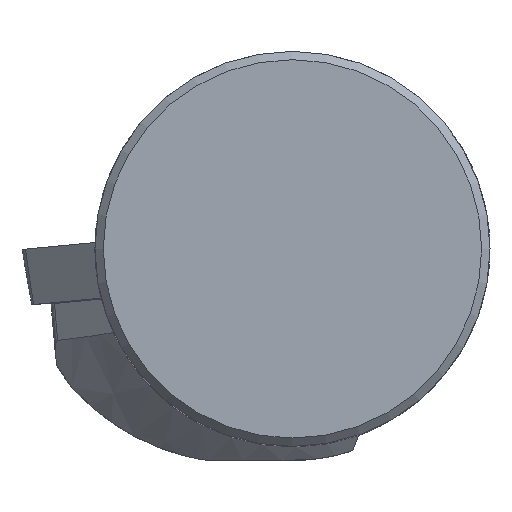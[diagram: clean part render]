
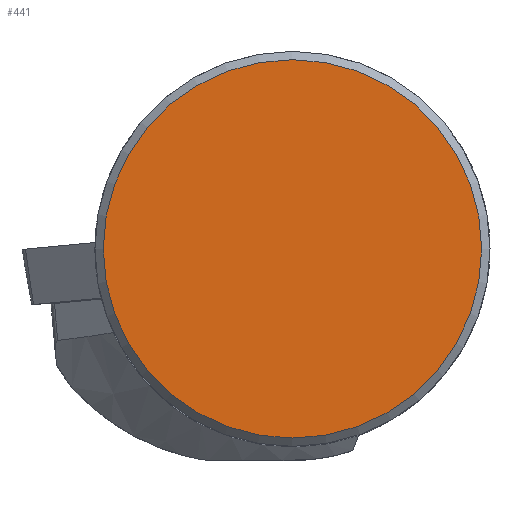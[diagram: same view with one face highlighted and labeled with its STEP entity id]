
A CAD part, top view. The second image highlights one B-rep face of the part: STEP entity #441.
In plain terms, the highlighted planar face has unit normal (0, 0, 1).
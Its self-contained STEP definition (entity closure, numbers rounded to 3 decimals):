
#441=ADVANCED_FACE('',(#542),#481,.F.);
#481=PLANE('',#1512);
#542=FACE_OUTER_BOUND('',#615,.T.);
#615=EDGE_LOOP('',(#916));
#916=ORIENTED_EDGE('',*,*,#1249,.F.);
#1083=VERTEX_POINT('',#2453);
#1249=EDGE_CURVE('',#1083,#1083,#1314,.T.);
#1314=CIRCLE('',#1510,15.325);
#1510=AXIS2_PLACEMENT_3D('',#2452,#1846,#1847);
#1512=AXIS2_PLACEMENT_3D('',#2455,#1850,#1851);
#1846=DIRECTION('',(0.,0.,-1.));
#1847=DIRECTION('',(-1.,0.,0.));
#1850=DIRECTION('',(0.,0.,-1.));
#1851=DIRECTION('',(1.,0.,0.));
#2452=CARTESIAN_POINT('',(0.,0.,0.));
#2453=CARTESIAN_POINT('',(-15.325,0.,0.));
#2455=CARTESIAN_POINT('',(0.,0.,0.));
